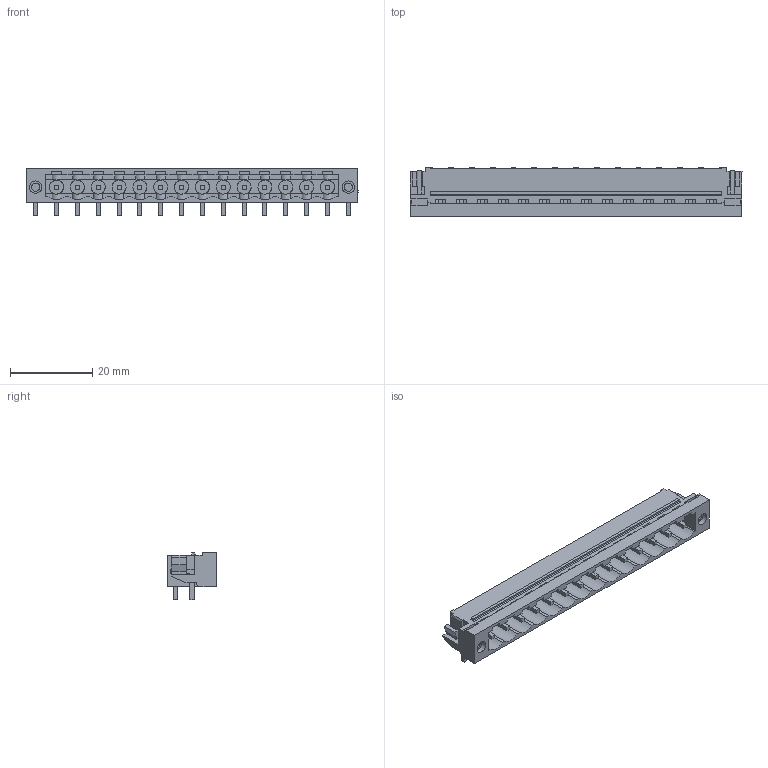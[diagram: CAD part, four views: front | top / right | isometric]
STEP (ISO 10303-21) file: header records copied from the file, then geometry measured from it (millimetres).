
FILE_DESCRIPTION(('CATIA V5R22 STEP214','CAx-IF Rec.Pracs.--- Model Styling and Organization---1.4--- 2014-01-23'),'2;1');
FILE_NAME ('D1456971_1_1837750000_1837750000.stp','2023-05-11T06:55:04+00:00',('none'),('Weidmueller'),'CATIA Version 5-6 Release 2016 SP3 HF44','CATIA V5 STEP AP214','none');
FILE_SCHEMA(('AUTOMOTIVE_DESIGN { 1 0 10303 214 1 1 1 1 }'));
Length unit declared in the file: millimetre
Products named in the file (1): 1837750000
Bounding box: 80.92 x 12 x 11.63 mm (x, y, z)
Volume: 3159.8 mm3; surface area: 7105.5 mm2
Topology: 17 solids, 17 shells, 900 faces, 2738 edges, 1806 vertices
Faces by surface type: plane 729, cylinder 141, extrusion 30
Entity records: 29022 total; most frequent: CARTESIAN_POINT 6767, ORIENTED_EDGE 5476, DIRECTION 3280, EDGE_CURVE 2738, VECTOR 2082, LINE 2052, VERTEX_POINT 1806, EDGE_LOOP 954
